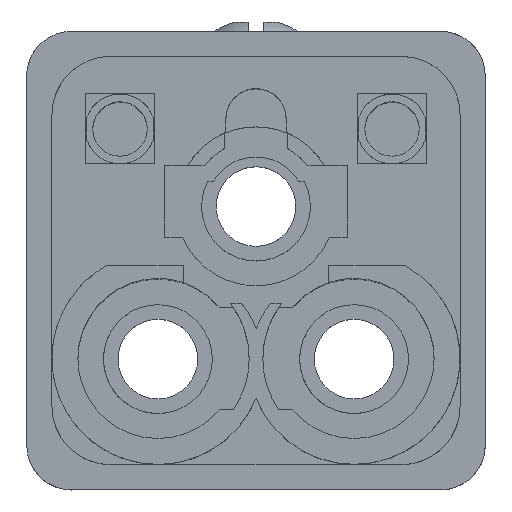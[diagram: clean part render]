
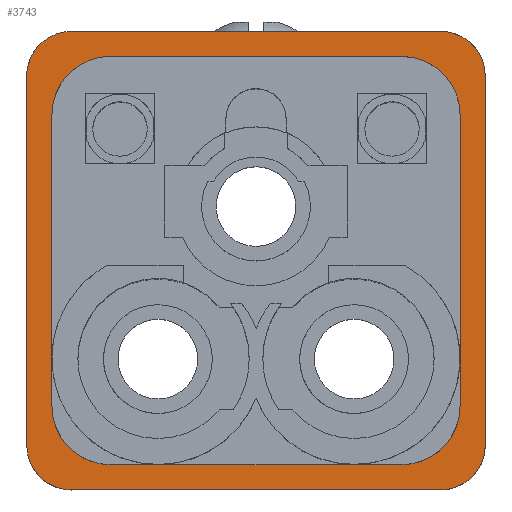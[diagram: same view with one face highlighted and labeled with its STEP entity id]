
A CAD part, top view. The second image highlights one B-rep face of the part: STEP entity #3743.
In plain terms, the highlighted planar face has unit normal (0, 0, 1).
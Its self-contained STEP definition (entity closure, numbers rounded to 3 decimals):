
#3514=AXIS2_PLACEMENT_3D('Circle Axis2P3D',#3512,#3513,$) ;
#3546=AXIS2_PLACEMENT_3D('Circle Axis2P3D',#3544,#3545,$) ;
#3613=AXIS2_PLACEMENT_3D('Circle Axis2P3D',#3611,#3612,$) ;
#3627=AXIS2_PLACEMENT_3D('Plane Axis2P3D',#3624,#3625,#3626) ;
#3686=AXIS2_PLACEMENT_3D('Circle Axis2P3D',#3684,#3685,$) ;
#3723=AXIS2_PLACEMENT_3D('Circle Axis2P3D',#3721,#3722,$) ;
#3502=CARTESIAN_POINT('Vertex',(21.3,0.,33.075)) ;
#3509=CARTESIAN_POINT('Vertex',(23.6,2.3,33.075)) ;
#3512=CARTESIAN_POINT('Axis2P3D Location',(21.3,2.3,33.075)) ;
#3534=CARTESIAN_POINT('Vertex',(0.,2.3,33.075)) ;
#3541=CARTESIAN_POINT('Vertex',(2.3,0.,33.075)) ;
#3544=CARTESIAN_POINT('Axis2P3D Location',(2.3,2.3,33.075)) ;
#3566=CARTESIAN_POINT('Vertex',(2.3,23.6,33.075)) ;
#3573=CARTESIAN_POINT('Vertex',(0.,21.3,33.075)) ;
#3577=CARTESIAN_POINT('Control Point',(2.3,23.6,33.075)) ;
#3578=CARTESIAN_POINT('Control Point',(1.577,23.6,33.075)) ;
#3579=CARTESIAN_POINT('Control Point',(0.854,23.317,33.075)) ;
#3580=CARTESIAN_POINT('Control Point',(0.283,22.746,33.075)) ;
#3581=CARTESIAN_POINT('Control Point',(0.,22.023,33.075)) ;
#3582=CARTESIAN_POINT('Control Point',(0.,21.3,33.075)) ;
#3601=CARTESIAN_POINT('Vertex',(23.6,21.3,33.075)) ;
#3608=CARTESIAN_POINT('Vertex',(21.3,23.6,33.075)) ;
#3611=CARTESIAN_POINT('Axis2P3D Location',(21.3,21.3,33.075)) ;
#3624=CARTESIAN_POINT('Axis2P3D Location',(7.056,22.203,33.075)) ;
#3629=CARTESIAN_POINT('Line Origine',(11.8,23.6,33.075)) ;
#3634=CARTESIAN_POINT('Line Origine',(0.,11.8,33.075)) ;
#3639=CARTESIAN_POINT('Line Origine',(11.8,0.,33.075)) ;
#3644=CARTESIAN_POINT('Line Origine',(23.6,11.8,33.075)) ;
#3660=CARTESIAN_POINT('Control Point',(1.3,4.3,33.075)) ;
#3661=CARTESIAN_POINT('Control Point',(1.3,3.961,33.075)) ;
#3662=CARTESIAN_POINT('Control Point',(1.348,3.621,33.075)) ;
#3663=CARTESIAN_POINT('Control Point',(1.444,3.291,33.075)) ;
#3664=CARTESIAN_POINT('Control Point',(1.727,2.666,33.075)) ;
#3665=CARTESIAN_POINT('Control Point',(2.172,2.145,33.075)) ;
#3666=CARTESIAN_POINT('Control Point',(2.43,1.917,33.075)) ;
#3667=CARTESIAN_POINT('Control Point',(2.939,1.583,33.075)) ;
#3668=CARTESIAN_POINT('Control Point',(3.513,1.387,33.075)) ;
#3669=CARTESIAN_POINT('Control Point',(3.773,1.329,33.075)) ;
#3670=CARTESIAN_POINT('Control Point',(4.036,1.3,33.075)) ;
#3671=CARTESIAN_POINT('Control Point',(4.3,1.3,33.075)) ;
#3672=CARTESIAN_POINT('Vertex',(1.3,4.3,33.075)) ;
#3674=CARTESIAN_POINT('Vertex',(4.3,1.3,33.075)) ;
#3677=CARTESIAN_POINT('Line Origine',(1.3,11.8,33.075)) ;
#3681=CARTESIAN_POINT('Vertex',(1.3,19.3,33.075)) ;
#3684=CARTESIAN_POINT('Axis2P3D Location',(4.3,19.3,33.075)) ;
#3688=CARTESIAN_POINT('Vertex',(4.3,22.3,33.075)) ;
#3691=CARTESIAN_POINT('Line Origine',(11.8,22.3,33.075)) ;
#3695=CARTESIAN_POINT('Vertex',(19.3,22.3,33.075)) ;
#3699=CARTESIAN_POINT('Control Point',(22.3,19.3,33.075)) ;
#3700=CARTESIAN_POINT('Control Point',(22.3,19.639,33.075)) ;
#3701=CARTESIAN_POINT('Control Point',(22.252,19.979,33.075)) ;
#3702=CARTESIAN_POINT('Control Point',(22.156,20.309,33.075)) ;
#3703=CARTESIAN_POINT('Control Point',(21.873,20.934,33.075)) ;
#3704=CARTESIAN_POINT('Control Point',(21.428,21.455,33.075)) ;
#3705=CARTESIAN_POINT('Control Point',(21.17,21.683,33.075)) ;
#3706=CARTESIAN_POINT('Control Point',(20.661,22.017,33.075)) ;
#3707=CARTESIAN_POINT('Control Point',(20.087,22.213,33.075)) ;
#3708=CARTESIAN_POINT('Control Point',(19.827,22.271,33.075)) ;
#3709=CARTESIAN_POINT('Control Point',(19.564,22.3,33.075)) ;
#3710=CARTESIAN_POINT('Control Point',(19.3,22.3,33.075)) ;
#3711=CARTESIAN_POINT('Vertex',(22.3,19.3,33.075)) ;
#3714=CARTESIAN_POINT('Line Origine',(22.3,11.8,33.075)) ;
#3718=CARTESIAN_POINT('Vertex',(22.3,4.3,33.075)) ;
#3721=CARTESIAN_POINT('Axis2P3D Location',(19.3,4.3,33.075)) ;
#3725=CARTESIAN_POINT('Vertex',(19.3,1.3,33.075)) ;
#3728=CARTESIAN_POINT('Line Origine',(11.8,1.3,33.075)) ;
#3513=DIRECTION('Axis2P3D Direction',(0.,0.,1.)) ;
#3545=DIRECTION('Axis2P3D Direction',(0.,0.,1.)) ;
#3612=DIRECTION('Axis2P3D Direction',(0.,0.,1.)) ;
#3625=DIRECTION('Axis2P3D Direction',(0.,0.,-1.)) ;
#3626=DIRECTION('Axis2P3D XDirection',(1.,0.,0.)) ;
#3630=DIRECTION('Vector Direction',(1.,0.,0.)) ;
#3635=DIRECTION('Vector Direction',(0.,1.,0.)) ;
#3640=DIRECTION('Vector Direction',(-1.,0.,0.)) ;
#3645=DIRECTION('Vector Direction',(0.,-1.,0.)) ;
#3678=DIRECTION('Vector Direction',(0.,-1.,0.)) ;
#3685=DIRECTION('Axis2P3D Direction',(0.,0.,-1.)) ;
#3692=DIRECTION('Vector Direction',(-1.,0.,0.)) ;
#3715=DIRECTION('Vector Direction',(0.,1.,0.)) ;
#3722=DIRECTION('Axis2P3D Direction',(0.,0.,-1.)) ;
#3729=DIRECTION('Vector Direction',(1.,0.,0.)) ;
#3631=VECTOR('Line Direction',#3630,1.) ;
#3636=VECTOR('Line Direction',#3635,1.) ;
#3641=VECTOR('Line Direction',#3640,1.) ;
#3646=VECTOR('Line Direction',#3645,1.) ;
#3679=VECTOR('Line Direction',#3678,1.) ;
#3693=VECTOR('Line Direction',#3692,1.) ;
#3716=VECTOR('Line Direction',#3715,1.) ;
#3730=VECTOR('Line Direction',#3729,1.) ;
#3650=ORIENTED_EDGE('',*,*,#3633,.F.) ;
#3651=ORIENTED_EDGE('',*,*,#3583,.T.) ;
#3652=ORIENTED_EDGE('',*,*,#3638,.F.) ;
#3653=ORIENTED_EDGE('',*,*,#3548,.T.) ;
#3654=ORIENTED_EDGE('',*,*,#3643,.F.) ;
#3655=ORIENTED_EDGE('',*,*,#3516,.T.) ;
#3656=ORIENTED_EDGE('',*,*,#3648,.F.) ;
#3657=ORIENTED_EDGE('',*,*,#3615,.T.) ;
#3734=ORIENTED_EDGE('',*,*,#3676,.F.) ;
#3735=ORIENTED_EDGE('',*,*,#3683,.F.) ;
#3736=ORIENTED_EDGE('',*,*,#3690,.T.) ;
#3737=ORIENTED_EDGE('',*,*,#3697,.F.) ;
#3738=ORIENTED_EDGE('',*,*,#3713,.F.) ;
#3739=ORIENTED_EDGE('',*,*,#3720,.F.) ;
#3740=ORIENTED_EDGE('',*,*,#3727,.T.) ;
#3741=ORIENTED_EDGE('',*,*,#3732,.F.) ;
#3742=FACE_BOUND('',#3733,.T.) ;
#3743=ADVANCED_FACE('Hauptk\X2\00F6\X0\rper',(#3658,#3742),#3628,.F.) ;
#3576=B_SPLINE_CURVE_WITH_KNOTS('',5,(#3577,#3578,#3579,#3580,#3581,#3582),.UNSPECIFIED.,.F.,.U.,(6,6),(-1.806,1.806),.UNSPECIFIED.) ;
#3659=B_SPLINE_CURVE_WITH_KNOTS('',5,(#3660,#3661,#3662,#3663,#3664,#3665,#3666,#3667,#3668,#3669,#3670,#3671),.UNSPECIFIED.,.F.,.U.,(6,3,3,6),(0.,2.4,4.8,6.664),.UNSPECIFIED.) ;
#3698=B_SPLINE_CURVE_WITH_KNOTS('',5,(#3699,#3700,#3701,#3702,#3703,#3704,#3705,#3706,#3707,#3708,#3709,#3710),.UNSPECIFIED.,.F.,.U.,(6,3,3,6),(0.,2.4,4.8,6.664),.UNSPECIFIED.) ;
#3515=CIRCLE('generated circle',#3514,2.3) ;
#3547=CIRCLE('generated circle',#3546,2.3) ;
#3614=CIRCLE('generated circle',#3613,2.3) ;
#3687=CIRCLE('generated circle',#3686,3.) ;
#3724=CIRCLE('generated circle',#3723,3.) ;
#3516=EDGE_CURVE('',#3503,#3510,#3515,.T.) ;
#3548=EDGE_CURVE('',#3535,#3542,#3547,.T.) ;
#3583=EDGE_CURVE('',#3567,#3574,#3576,.T.) ;
#3615=EDGE_CURVE('',#3602,#3609,#3614,.T.) ;
#3633=EDGE_CURVE('',#3567,#3609,#3632,.T.) ;
#3638=EDGE_CURVE('',#3535,#3574,#3637,.T.) ;
#3643=EDGE_CURVE('',#3503,#3542,#3642,.T.) ;
#3648=EDGE_CURVE('',#3602,#3510,#3647,.T.) ;
#3676=EDGE_CURVE('',#3673,#3675,#3659,.T.) ;
#3683=EDGE_CURVE('',#3682,#3673,#3680,.T.) ;
#3690=EDGE_CURVE('',#3682,#3689,#3687,.T.) ;
#3697=EDGE_CURVE('',#3696,#3689,#3694,.T.) ;
#3713=EDGE_CURVE('',#3712,#3696,#3698,.T.) ;
#3720=EDGE_CURVE('',#3719,#3712,#3717,.T.) ;
#3727=EDGE_CURVE('',#3719,#3726,#3724,.T.) ;
#3732=EDGE_CURVE('',#3675,#3726,#3731,.T.) ;
#3649=EDGE_LOOP('',(#3650,#3651,#3652,#3653,#3654,#3655,#3656,#3657)) ;
#3733=EDGE_LOOP('',(#3734,#3735,#3736,#3737,#3738,#3739,#3740,#3741)) ;
#3658=FACE_OUTER_BOUND('',#3649,.T.) ;
#3632=LINE('Line',#3629,#3631) ;
#3637=LINE('Line',#3634,#3636) ;
#3642=LINE('Line',#3639,#3641) ;
#3647=LINE('Line',#3644,#3646) ;
#3680=LINE('Line',#3677,#3679) ;
#3694=LINE('Line',#3691,#3693) ;
#3717=LINE('Line',#3714,#3716) ;
#3731=LINE('Line',#3728,#3730) ;
#3628=PLANE('',#3627) ;
#3503=VERTEX_POINT('',#3502) ;
#3510=VERTEX_POINT('',#3509) ;
#3535=VERTEX_POINT('',#3534) ;
#3542=VERTEX_POINT('',#3541) ;
#3567=VERTEX_POINT('',#3566) ;
#3574=VERTEX_POINT('',#3573) ;
#3602=VERTEX_POINT('',#3601) ;
#3609=VERTEX_POINT('',#3608) ;
#3673=VERTEX_POINT('',#3672) ;
#3675=VERTEX_POINT('',#3674) ;
#3682=VERTEX_POINT('',#3681) ;
#3689=VERTEX_POINT('',#3688) ;
#3696=VERTEX_POINT('',#3695) ;
#3712=VERTEX_POINT('',#3711) ;
#3719=VERTEX_POINT('',#3718) ;
#3726=VERTEX_POINT('',#3725) ;
